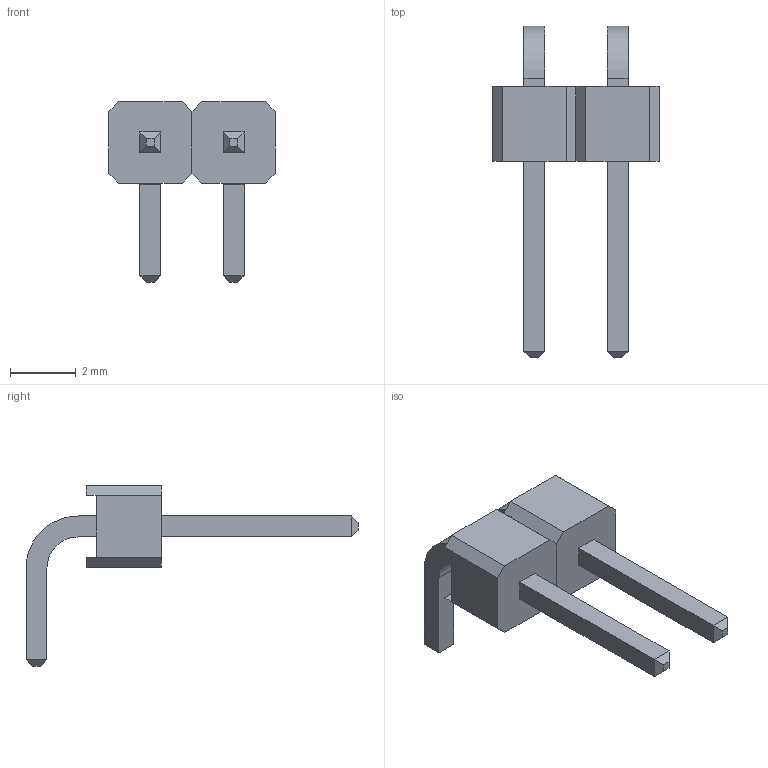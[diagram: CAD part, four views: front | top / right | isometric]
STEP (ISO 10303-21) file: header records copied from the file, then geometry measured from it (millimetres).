
FILE_DESCRIPTION(('FreeCAD Model'),'2;1');
FILE_NAME('SIL_PWR.step','2016-03-24T18:06:25',('Author'),( ''),'Open CASCADE STEP processor 6.8','FreeCAD','Unknown');
FILE_SCHEMA(('AUTOMOTIVE_DESIGN_CC2 { 1 2 10303 214 -1 1 5 4 }'));
Length unit declared in the file: millimetre
Products named in the file (2): ASSEMBLY; SIL_PWR
Assembly tree (1 placements, depth 2):
  ASSEMBLY
    SIL_PWR
Bounding box: 5.08 x 10.13 x 5.51 mm (x, y, z)
Volume: 34.6 mm3; surface area: 118.3 mm2
Topology: 1 solids, 1 shells, 70 faces, 162 edges, 98 vertices
Faces by surface type: plane 66, cylinder 4
Entity records: 4897 total; most frequent: CARTESIAN_POINT 1040, DIRECTION 622, LINE 454, VECTOR 454, ORIENTED_EDGE 328, PCURVE 324, DEFINITIONAL_REPRESENTATION 324, EDGE_CURVE 162
